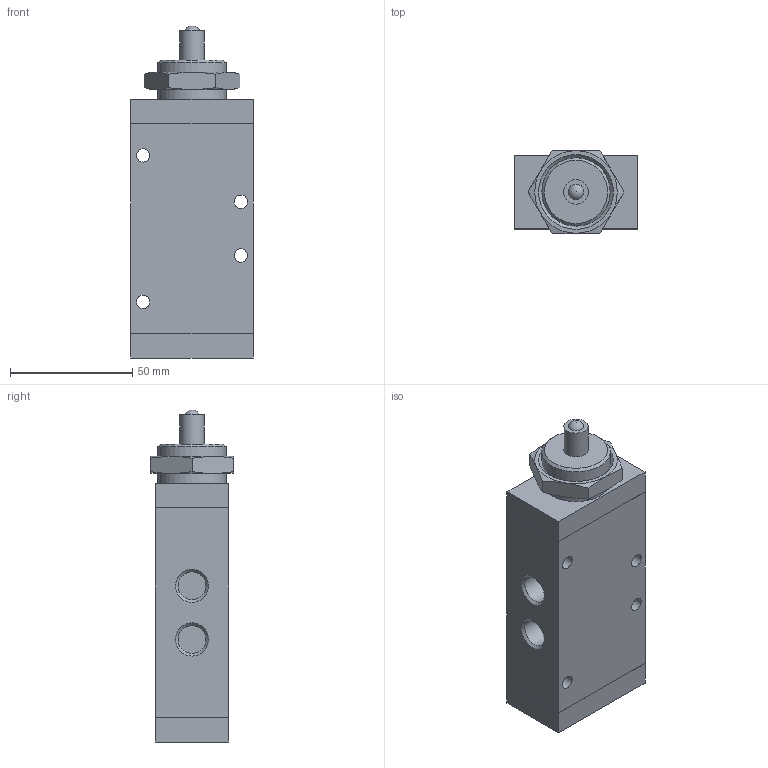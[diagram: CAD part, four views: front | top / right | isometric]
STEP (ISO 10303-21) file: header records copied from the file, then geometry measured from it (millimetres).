
FILE_DESCRIPTION((''),'2;1');
FILE_NAME('224_52_1_1.stp','2006-12-19T11:36:27',('rivolro1'),(''),'Autodesk Inventor 11','Autodesk Inventor 11','');
FILE_SCHEMA(('AUTOMOTIVE_DESIGN { 1 0 10303 214 1 1 1 1 }'));
Length unit declared in the file: millimetre
Products named in the file (3): 224_52_1_1; 214-011
Assembly tree (2 placements, depth 2):
  224_52_1_1
    224_52_1_1
    214-011
Bounding box: 50 x 34 x 136 mm (x, y, z)
Volume: 163772.5 mm3; surface area: 27657.6 mm2
Topology: 2 solids, 2 shells, 54 faces, 117 edges, 76 vertices
Faces by surface type: plane 26, bspline 17, cylinder 6, cone 4, sphere 1
Full cylindrical faces by diameter (mm): 5.5 x4, 10 x1, 28 x1
Entity records: 1555 total; most frequent: CARTESIAN_POINT 462, DIRECTION 196, ORIENTED_EDGE 178, EDGE_LOOP 96, EDGE_CURVE 89, AXIS2_PLACEMENT_3D 77, VERTEX_POINT 71, FACE_OUTER_BOUND 54
